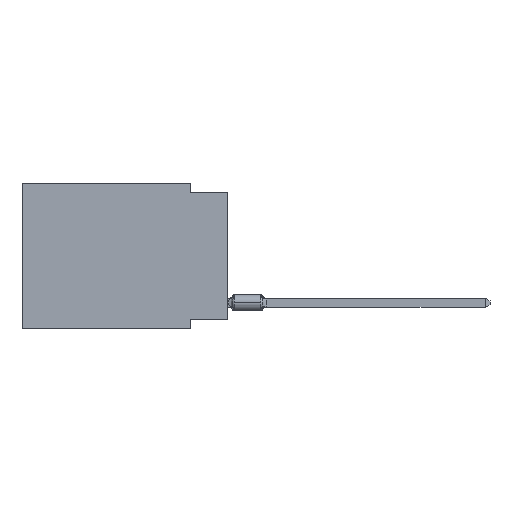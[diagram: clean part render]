
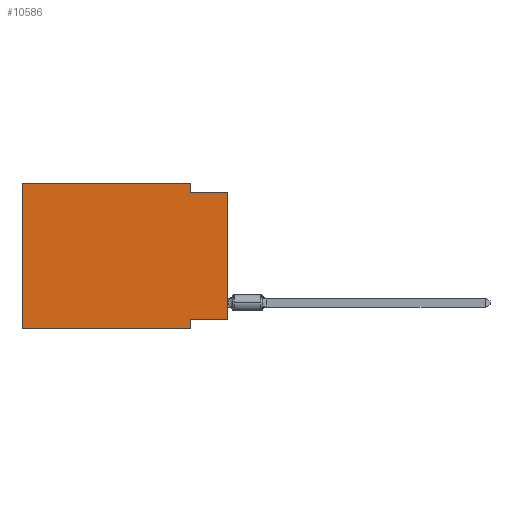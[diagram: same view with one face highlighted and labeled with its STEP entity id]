
A CAD part, left-side view. The second image highlights one B-rep face of the part: STEP entity #10586.
In plain terms, the highlighted planar face has unit normal (-1, 0, 0).
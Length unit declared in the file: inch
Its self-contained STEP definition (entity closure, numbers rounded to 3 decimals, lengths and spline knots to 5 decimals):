
#738 = CARTESIAN_POINT ( 'NONE',  ( 0., 0.1, -0.39 ) ) ;
#946 = VERTEX_POINT ( 'NONE', #27632 ) ;
#1012 = ORIENTED_EDGE ( 'NONE', *, *, #1828, .T. ) ;
#1513 = CARTESIAN_POINT ( 'NONE',  ( 0., 0., -0.025 ) ) ;
#1648 = LINE ( 'NONE', #1513, #2578 ) ;
#1695 = EDGE_CURVE ( 'NONE', #5376, #20894, #14836, .T. ) ;
#1815 = DIRECTION ( 'NONE',  ( 1., 0., 0. ) ) ;
#1828 = EDGE_CURVE ( 'NONE', #18875, #14666, #6679, .T. ) ;
#2232 = LINE ( 'NONE', #19574, #14641 ) ;
#2421 = EDGE_CURVE ( 'NONE', #25544, #16412, #11080, .T. ) ;
#2578 = VECTOR ( 'NONE', #10235, 39.37008 ) ;
#3271 = DIRECTION ( 'NONE',  ( 0., 0., 1. ) ) ;
#5376 = VERTEX_POINT ( 'NONE', #27007 ) ;
#5815 = VECTOR ( 'NONE', #12922, 39.37008 ) ;
#6067 = CARTESIAN_POINT ( 'NONE',  ( 0., 0.55, 0. ) ) ;
#6614 = DIRECTION ( 'NONE',  ( 0., 0., -1. ) ) ;
#6679 = LINE ( 'NONE', #15255, #9982 ) ;
#9982 = VECTOR ( 'NONE', #23853, 39.37008 ) ;
#10142 = CARTESIAN_POINT ( 'NONE',  ( 0., 0., -0.025 ) ) ;
#10235 = DIRECTION ( 'NONE',  ( 0., -1., 0. ) ) ;
#10403 = PLANE ( 'NONE',  #17604 ) ;
#10448 = VECTOR ( 'NONE', #25699, 39.37008 ) ;
#10533 = CARTESIAN_POINT ( 'NONE',  ( 0., 0.55, 0. ) ) ;
#10586 = ADVANCED_FACE ( 'NONE', ( #16756 ), #10403, .F. ) ;
#11080 = LINE ( 'NONE', #10533, #14059 ) ;
#11897 = LINE ( 'NONE', #20629, #17131 ) ;
#12266 = EDGE_CURVE ( 'NONE', #18875, #25544, #20462, .T. ) ;
#12825 = ORIENTED_EDGE ( 'NONE', *, *, #22000, .T. ) ;
#12922 = DIRECTION ( 'NONE',  ( 0., 0., -1. ) ) ;
#13838 = CARTESIAN_POINT ( 'NONE',  ( 0., 0.1, -0.365 ) ) ;
#13987 = CARTESIAN_POINT ( 'NONE',  ( 0., 0.1, 0. ) ) ;
#14059 = VECTOR ( 'NONE', #19265, 39.37008 ) ;
#14423 = ORIENTED_EDGE ( 'NONE', *, *, #1695, .F. ) ;
#14431 = EDGE_CURVE ( 'NONE', #946, #27376, #1648, .T. ) ;
#14641 = VECTOR ( 'NONE', #6614, 39.37008 ) ;
#14666 = VERTEX_POINT ( 'NONE', #738 ) ;
#14836 = LINE ( 'NONE', #16834, #10448 ) ;
#15255 = CARTESIAN_POINT ( 'NONE',  ( 0., 0.55, -0.39 ) ) ;
#16412 = VERTEX_POINT ( 'NONE', #13987 ) ;
#16756 = FACE_OUTER_BOUND ( 'NONE', #18283, .T. ) ;
#16834 = CARTESIAN_POINT ( 'NONE',  ( 0., 0., -0.365 ) ) ;
#17131 = VECTOR ( 'NONE', #24992, 39.37008 ) ;
#17153 = LINE ( 'NONE', #21672, #5815 ) ;
#17480 = CARTESIAN_POINT ( 'NONE',  ( 0., 0.55, 0. ) ) ;
#17604 = AXIS2_PLACEMENT_3D ( 'NONE', #6067, #1815, #19018 ) ;
#18283 = EDGE_LOOP ( 'NONE', ( #12825, #20864, #23176, #19764, #24755, #1012, #23504, #14423 ) ) ;
#18659 = EDGE_CURVE ( 'NONE', #16412, #946, #17153, .T. ) ;
#18875 = VERTEX_POINT ( 'NONE', #23071 ) ;
#19018 = DIRECTION ( 'NONE',  ( 0., 0., -1. ) ) ;
#19265 = DIRECTION ( 'NONE',  ( 0., -1., 0. ) ) ;
#19574 = CARTESIAN_POINT ( 'NONE',  ( 0., 0.1, -0.39 ) ) ;
#19764 = ORIENTED_EDGE ( 'NONE', *, *, #2421, .F. ) ;
#20462 = LINE ( 'NONE', #24666, #21282 ) ;
#20629 = CARTESIAN_POINT ( 'NONE',  ( 0., 0., 0. ) ) ;
#20864 = ORIENTED_EDGE ( 'NONE', *, *, #14431, .F. ) ;
#20894 = VERTEX_POINT ( 'NONE', #13838 ) ;
#21282 = VECTOR ( 'NONE', #3271, 39.37008 ) ;
#21672 = CARTESIAN_POINT ( 'NONE',  ( 0., 0.1, 0. ) ) ;
#22000 = EDGE_CURVE ( 'NONE', #5376, #27376, #11897, .T. ) ;
#23071 = CARTESIAN_POINT ( 'NONE',  ( 0., 0.55, -0.39 ) ) ;
#23176 = ORIENTED_EDGE ( 'NONE', *, *, #18659, .F. ) ;
#23504 = ORIENTED_EDGE ( 'NONE', *, *, #27513, .F. ) ;
#23853 = DIRECTION ( 'NONE',  ( 0., -1., 0. ) ) ;
#24666 = CARTESIAN_POINT ( 'NONE',  ( 0., 0.55, 0. ) ) ;
#24755 = ORIENTED_EDGE ( 'NONE', *, *, #12266, .F. ) ;
#24992 = DIRECTION ( 'NONE',  ( 0., 0., 1. ) ) ;
#25544 = VERTEX_POINT ( 'NONE', #17480 ) ;
#25699 = DIRECTION ( 'NONE',  ( 0., 1., 0. ) ) ;
#27007 = CARTESIAN_POINT ( 'NONE',  ( 0., 0., -0.365 ) ) ;
#27376 = VERTEX_POINT ( 'NONE', #10142 ) ;
#27513 = EDGE_CURVE ( 'NONE', #20894, #14666, #2232, .T. ) ;
#27632 = CARTESIAN_POINT ( 'NONE',  ( 0., 0.1, -0.025 ) ) ;
